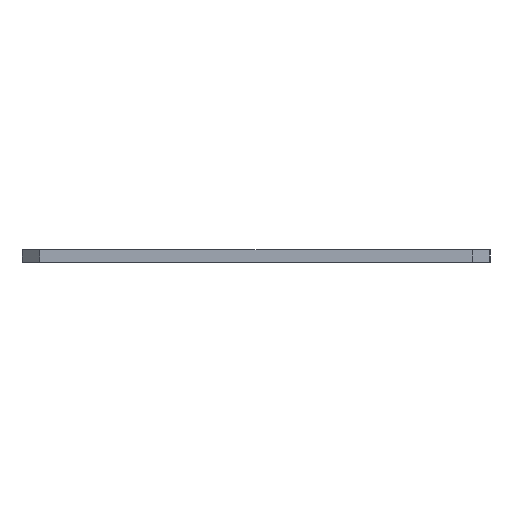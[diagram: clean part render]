
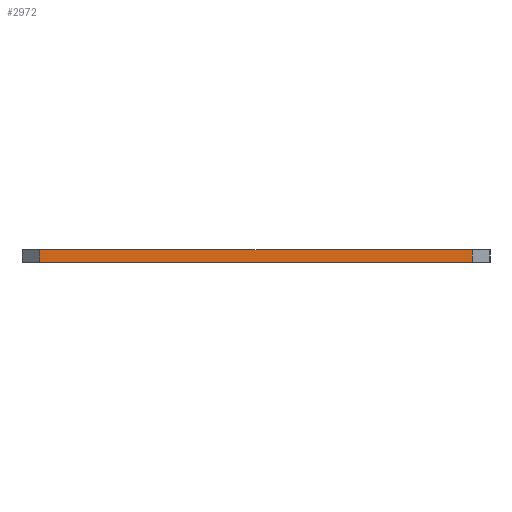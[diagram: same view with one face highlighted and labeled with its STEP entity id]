
A CAD part, left-side view. The second image highlights one B-rep face of the part: STEP entity #2972.
In plain terms, the highlighted planar face has unit normal (-1, 0, 0).
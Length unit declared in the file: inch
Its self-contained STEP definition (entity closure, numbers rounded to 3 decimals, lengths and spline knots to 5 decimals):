
#18 = VECTOR ( 'NONE', #1761, 39.37008 ) ;
#42 = EDGE_CURVE ( 'NONE', #1275, #356, #3329, .T. ) ;
#56 = DIRECTION ( 'NONE',  ( 0., 0., 1. ) ) ;
#136 = CARTESIAN_POINT ( 'NONE',  ( 0., 2.42969, -0.119 ) ) ;
#315 = CARTESIAN_POINT ( 'NONE',  ( 0., -0.25324, -0.09 ) ) ;
#356 = VERTEX_POINT ( 'NONE', #3278 ) ;
#481 = DIRECTION ( 'NONE',  ( 0., -1., 0. ) ) ;
#502 = ORIENTED_EDGE ( 'NONE', *, *, #42, .T. ) ;
#526 = ORIENTED_EDGE ( 'NONE', *, *, #2211, .F. ) ;
#530 = AXIS2_PLACEMENT_3D ( 'NONE', #136, #3404, #1558 ) ;
#614 = VECTOR ( 'NONE', #56, 39.37008 ) ;
#763 = ORIENTED_EDGE ( 'NONE', *, *, #2629, .T. ) ;
#861 = CARTESIAN_POINT ( 'NONE',  ( 0., -0.25324, 0. ) ) ;
#944 = ORIENTED_EDGE ( 'NONE', *, *, #3029, .T. ) ;
#1030 = CARTESIAN_POINT ( 'NONE',  ( 0., 0., 0. ) ) ;
#1075 = VECTOR ( 'NONE', #481, 39.37008 ) ;
#1149 = LINE ( 'NONE', #2382, #1075 ) ;
#1198 = CARTESIAN_POINT ( 'NONE',  ( 0., -0.25324, -0.119 ) ) ;
#1275 = VERTEX_POINT ( 'NONE', #2713 ) ;
#1394 = FACE_OUTER_BOUND ( 'NONE', #3515, .T. ) ;
#1558 = DIRECTION ( 'NONE',  ( 0., 0., 1. ) ) ;
#1604 = LINE ( 'NONE', #1030, #2795 ) ;
#1649 = VERTEX_POINT ( 'NONE', #861 ) ;
#1761 = DIRECTION ( 'NONE',  ( 0., 0., -1. ) ) ;
#1840 = VERTEX_POINT ( 'NONE', #315 ) ;
#1906 = LINE ( 'NONE', #1198, #614 ) ;
#1919 = CARTESIAN_POINT ( 'NONE',  ( 0., 2.77292, -0.09 ) ) ;
#2211 = EDGE_CURVE ( 'NONE', #1275, #1649, #1604, .T. ) ;
#2382 = CARTESIAN_POINT ( 'NONE',  ( 0., 0., -0.09 ) ) ;
#2629 = EDGE_CURVE ( 'NONE', #356, #1840, #1149, .T. ) ;
#2713 = CARTESIAN_POINT ( 'NONE',  ( 0., 2.77292, 0. ) ) ;
#2795 = VECTOR ( 'NONE', #3189, 39.37008 ) ;
#2972 = ADVANCED_FACE ( 'NONE', ( #1394 ), #3321, .T. ) ;
#3029 = EDGE_CURVE ( 'NONE', #1840, #1649, #1906, .T. ) ;
#3189 = DIRECTION ( 'NONE',  ( 0., -1., 0. ) ) ;
#3278 = CARTESIAN_POINT ( 'NONE',  ( 0., 2.77292, -0.09 ) ) ;
#3321 = PLANE ( 'NONE',  #530 ) ;
#3329 = LINE ( 'NONE', #1919, #18 ) ;
#3404 = DIRECTION ( 'NONE',  ( -1., 0., 0. ) ) ;
#3515 = EDGE_LOOP ( 'NONE', ( #526, #502, #763, #944 ) ) ;
